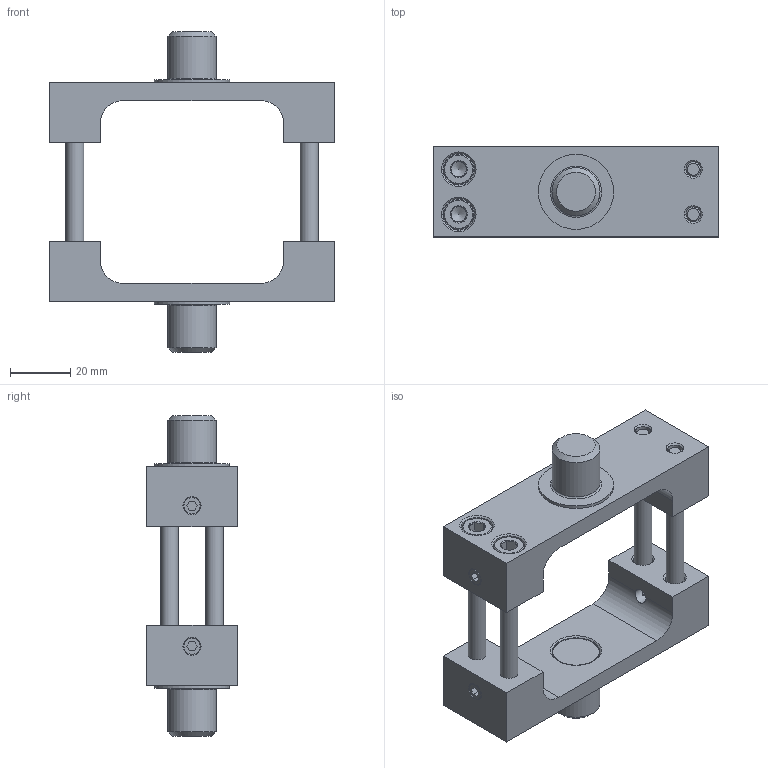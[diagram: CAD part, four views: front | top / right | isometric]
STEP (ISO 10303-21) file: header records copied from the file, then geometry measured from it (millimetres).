
FILE_DESCRIPTION((''),'2;1');
FILE_NAME('CERI50X.stp','2014-09-25T15:22:43',('pc6'),(''),'Autodesk Inventor 2011','Autodesk Inventor 2011','');
FILE_SCHEMA(('AUTOMOTIVE_DESIGN { 1 0 10303 214 1 1 1 1 }'));
Length unit declared in the file: millimetre
Products named in the file (5): CERI50X; STF50X; VM665; GRM616; PPC50X
Assembly tree (12 placements, depth 2):
  CERI50X
    STF50X  x2
    VM665  x4
    GRM616  x4
    PPC50X  x2
Bounding box: 95 x 30 x 106.7 mm (x, y, z)
Volume: 74605.3 mm3; surface area: 34761.1 mm2
Topology: 12 solids, 12 shells, 246 faces, 538 edges, 328 vertices
Faces by surface type: plane 128, cone 76, cylinder 40, torus 2
Full cylindrical faces by diameter (mm): 4.917 x8, 6 x8, 6.5 x4, 10 x4, 10.5 x4, 16 x6, 25 x2
Entity records: 2342 total; most frequent: CARTESIAN_POINT 422, DIRECTION 402, ORIENTED_EDGE 290, AXIS2_PLACEMENT_3D 169, EDGE_CURVE 145, EDGE_LOOP 140, VERTEX_POINT 109, FACE_OUTER_BOUND 85
